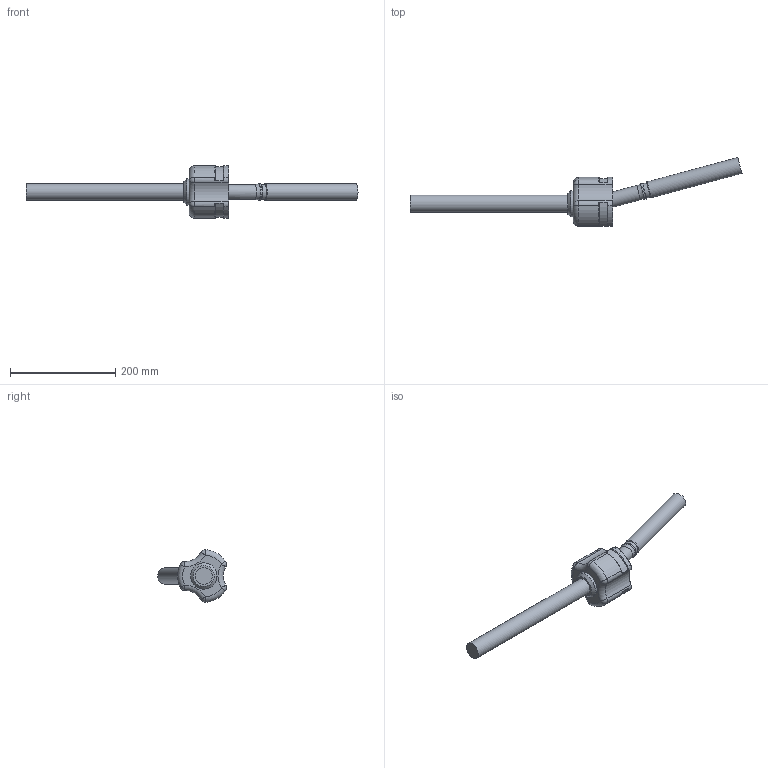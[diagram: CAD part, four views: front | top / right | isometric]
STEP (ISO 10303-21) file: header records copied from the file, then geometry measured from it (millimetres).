
FILE_DESCRIPTION (( 'STEP AP214' ), '1' );
FILE_NAME ('Tripod Joint.STEP', '2014-09-29T14:47:35', ( '' ), ( '' ), 'SwSTEP 2.0', 'SolidWorks 2014', '' );
FILE_SCHEMA (( 'AUTOMOTIVE_DESIGN' ));
Length unit declared in the file: millimetre
Products named in the file (10): circlip for shafts normal_din_Circlip DIN 471 - 26 x 1.2; Snap Ring; O-Ring; Retainer; Needles; Roller; Input Shaft; Spider; Output Shaft; Tripod Joint
Assembly tree (17 placements, depth 2):
  Tripod Joint
    Output Shaft
    Spider
    Input Shaft
    Roller  x3
    Needles  x3
    Retainer  x3
    O-Ring  x3
    Snap Ring
    circlip for shafts normal_din_Circlip DIN 471 - 26 x 1.2
Bounding box: 630.73 x 130.83 x 99.74 mm (x, y, z)
Volume: 755665.1 mm3; surface area: 153719.8 mm2
Topology: 116 solids, 116 shells, 1394 faces, 3102 edges, 1939 vertices
Faces by surface type: plane 539, cylinder 434, torus 316, cone 81, bspline 12, sphere 12
Full cylindrical faces by diameter (mm): 2 x104, 20 x9, 23 x1, 23.5 x3, 24 x3, 24.8 x1, 25 x3, 28 x2, 31 x2, 32 x1, 50 x1
Entity records: 38474 total; most frequent: CARTESIAN_POINT 6407, DIRECTION 5320, ORIENTED_EDGE 4860, EDGE_CURVE 2430, AXIS2_PLACEMENT_3D 2082, VERTEX_POINT 1631, EDGE_LOOP 1195, FACE_OUTER_BOUND 1166
